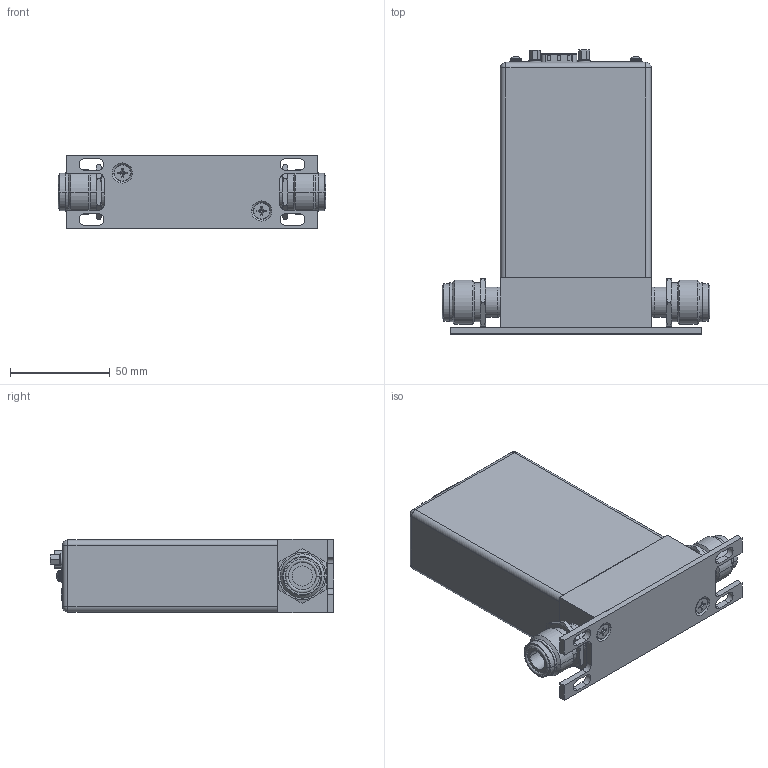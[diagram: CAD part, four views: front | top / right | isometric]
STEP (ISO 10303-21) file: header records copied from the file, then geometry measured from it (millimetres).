
FILE_DESCRIPTION((''),'2;1');
FILE_NAME('ASM0001_ASM','2014-09-25T',('cockrofm'),(''),'PRO/ENGINEER BY PARAMETRIC TECHNOLOGY CORPORATION, 2011490','PRO/ENGINEER BY PARAMETRIC TECHNOLOGY CORPORATION, 2011490','');
FILE_SCHEMA(('CONFIG_CONTROL_DESIGN'));
Length unit declared in the file: inch
Products named in the file (15): PRT0001; PRT0002; PRT0003; PRT0004; ASM0003_ASM; PRT0005; PRT0006; PRT0007; PRT0008; PRT0009; PRT0010; PRT0011; PRT0012; ASM0002_ASM; ASM0001_ASM
Assembly tree (19 placements, depth 4):
  ASM0001_ASM
    ASM0002_ASM
      ASM0003_ASM
        PRT0001
        PRT0002
        PRT0003  x2
        PRT0004  x2
      PRT0005
      PRT0006
      PRT0007
      PRT0008
      PRT0009  x2
      PRT0010
      PRT0011  x2
      PRT0012  x2
Bounding box: 134.11 x 142.34 x 36.83 mm (x, y, z)
Volume: 124977 mm3; surface area: 91115.8 mm2
Topology: 17 solids, 23 shells, 1012 faces, 2407 edges, 1509 vertices
Faces by surface type: plane 399, cylinder 393, cone 76, extrusion 64, torus 61, sphere 14, bspline 5
Entity records: 25655 total; most frequent: CARTESIAN_POINT 6036, DIRECTION 4160, ORIENTED_EDGE 3842, EDGE_CURVE 1933, AXIS2_PLACEMENT_3D 1559, VERTEX_POINT 1258, VECTOR 1042, LINE 998
